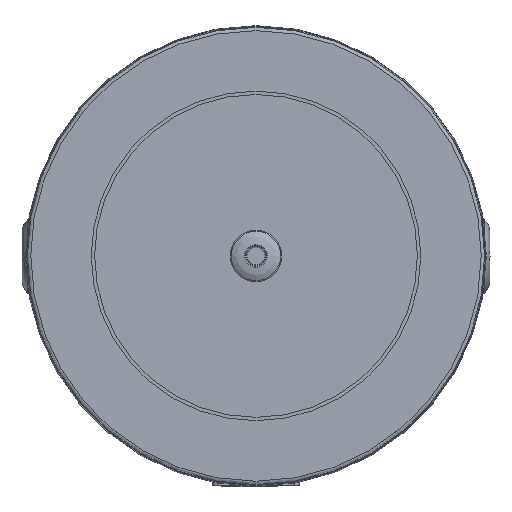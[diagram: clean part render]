
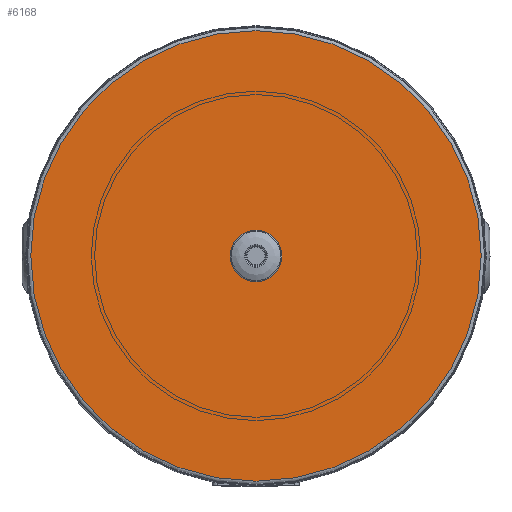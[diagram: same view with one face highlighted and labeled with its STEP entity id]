
A CAD part, top view. The second image highlights one B-rep face of the part: STEP entity #6168.
In plain terms, the highlighted planar face has unit normal (0, 0, 1).
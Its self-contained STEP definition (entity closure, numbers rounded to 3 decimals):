
#1129=PLANE('',#6816);
#1232=FACE_BOUND('',#2157,.T.);
#1675=FACE_OUTER_BOUND('',#2156,.T.);
#2156=EDGE_LOOP('',(#5509));
#2157=EDGE_LOOP('',(#5510));
#2608=CIRCLE('',#6815,335.);
#2609=CIRCLE('',#6817,22.5);
#3207=VERTEX_POINT('',#13846);
#3208=VERTEX_POINT('',#13849);
#4014=EDGE_CURVE('',#3207,#3207,#2608,.T.);
#4015=EDGE_CURVE('',#3208,#3208,#2609,.T.);
#5509=ORIENTED_EDGE('',*,*,#4014,.T.);
#5510=ORIENTED_EDGE('',*,*,#4015,.F.);
#6168=ADVANCED_FACE('',(#1675,#1232),#1129,.T.);
#6815=AXIS2_PLACEMENT_3D('',#13847,#8471,#8472);
#6816=AXIS2_PLACEMENT_3D('',#13848,#8473,#8474);
#6817=AXIS2_PLACEMENT_3D('',#13850,#8475,#8476);
#8471=DIRECTION('center_axis',(0.,0.,1.));
#8472=DIRECTION('ref_axis',(1.,0.,0.));
#8473=DIRECTION('center_axis',(0.,0.,1.));
#8474=DIRECTION('ref_axis',(0.,-1.,0.));
#8475=DIRECTION('center_axis',(0.,0.,1.));
#8476=DIRECTION('ref_axis',(1.,0.,0.));
#13846=CARTESIAN_POINT('',(-335.,0.,1071.5));
#13847=CARTESIAN_POINT('Origin',(0.,0.,1071.5));
#13848=CARTESIAN_POINT('Origin',(-22.5,0.,1071.5));
#13849=CARTESIAN_POINT('',(-22.5,0.,1071.5));
#13850=CARTESIAN_POINT('Origin',(0.,0.,1071.5));
